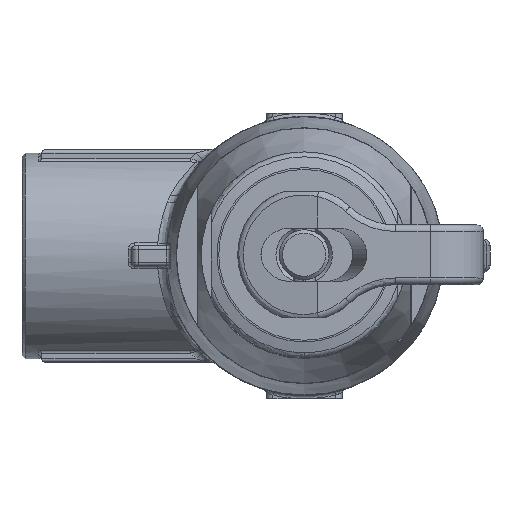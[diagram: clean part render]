
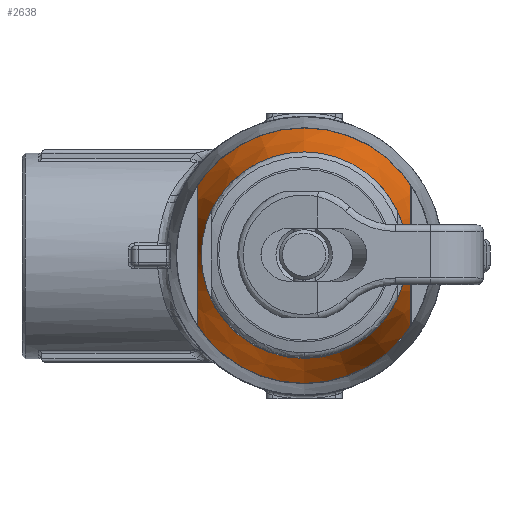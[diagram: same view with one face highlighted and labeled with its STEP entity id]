
A CAD part, top view. The second image highlights one B-rep face of the part: STEP entity #2638.
In plain terms, the highlighted conical face has half-angle 18 degrees and reference radius 19.25 mm.
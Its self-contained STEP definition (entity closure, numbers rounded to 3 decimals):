
#1933=CARTESIAN_POINT('',(0.,-15.51,43.47));
#1934=VERTEX_POINT('',#1933);
#1935=CARTESIAN_POINT('',(0.,15.51,43.47));
#1936=VERTEX_POINT('',#1935);
#1937=CARTESIAN_POINT('',(0.,0.,43.47));
#1938=DIRECTION('',(0.,-0.,-1.));
#1939=DIRECTION('',(0.,1.,-0.));
#1940=AXIS2_PLACEMENT_3D('',#1937,#1938,#1939);
#1941=CIRCLE('',#1940,15.51);
#1942=EDGE_CURVE('NONE',#1934,#1936,#1941,.T.);
#1944=CARTESIAN_POINT('',(0.,0.,43.47));
#1945=DIRECTION('',(0.,-0.,-1.));
#1946=DIRECTION('',(0.,1.,-0.));
#1947=AXIS2_PLACEMENT_3D('',#1944,#1945,#1946);
#1948=CIRCLE('',#1947,15.51);
#1949=EDGE_CURVE('NONE',#1936,#1934,#1948,.T.);
#1959=CARTESIAN_POINT('',(0.,19.24,31.989));
#1960=VERTEX_POINT('',#1959);
#1961=CARTESIAN_POINT('',(0.,-19.24,31.989));
#1962=VERTEX_POINT('',#1961);
#1963=CARTESIAN_POINT('',(0.,-0.,31.989));
#1964=DIRECTION('',(0.,0.,1.));
#1965=DIRECTION('',(0.,-1.,0.));
#1966=AXIS2_PLACEMENT_3D('',#1963,#1964,#1965);
#1967=CIRCLE('',#1966,19.24);
#1968=EDGE_CURVE('NONE',#1960,#1962,#1967,.T.);
#1970=CARTESIAN_POINT('',(0.,-0.,31.989));
#1971=DIRECTION('',(0.,0.,1.));
#1972=DIRECTION('',(0.,-1.,0.));
#1973=AXIS2_PLACEMENT_3D('',#1970,#1971,#1972);
#1974=CIRCLE('',#1973,19.24);
#1975=EDGE_CURVE('NONE',#1962,#1960,#1974,.T.);
#2472=CARTESIAN_POINT('',(0.,-0.,31.959));
#2473=DIRECTION('',(0.,-0.,-1.));
#2474=DIRECTION('',(0.,1.,-0.));
#2475=AXIS2_PLACEMENT_3D('',#2472,#2473,#2474);
#2476=CONICAL_SURFACE('',#2475,19.25,18.);
#2477=ORIENTED_EDGE('',*,*,#1968,.T.);
#2478=ORIENTED_EDGE('',*,*,#1975,.T.);
#2479=EDGE_LOOP('',(#2477,#2478));
#2480=FACE_BOUND('',#2479,.T.);
#2481=CARTESIAN_POINT('',(16.2,-10.373,32.));
#2482=VERTEX_POINT('',#2481);
#2483=CARTESIAN_POINT('',(16.2,10.373,32.));
#2484=VERTEX_POINT('',#2483);
#2485=CARTESIAN_POINT('',(0.,-0.,32.));
#2486=DIRECTION('',(-0.,0.,1.));
#2487=DIRECTION('',(0.,1.,-0.));
#2488=AXIS2_PLACEMENT_3D('',#2485,#2486,#2487);
#2489=CIRCLE('',#2488,19.237);
#2490=EDGE_CURVE('NONE',#2482,#2484,#2489,.T.);
#2491=ORIENTED_EDGE('',*,*,#2490,.F.);
#2492=CARTESIAN_POINT('',(16.123,-10.483,32.015));
#2493=VERTEX_POINT('',#2492);
#2494=CARTESIAN_POINT('',(16.2,-10.373,32.));
#2495=CARTESIAN_POINT('',(16.176,-10.411,32.));
#2496=CARTESIAN_POINT('',(16.15,-10.448,32.004));
#2497=CARTESIAN_POINT('',(16.123,-10.483,32.015));
#2498=B_SPLINE_CURVE_WITH_KNOTS('',3,(#2494,#2495,#2496,#2497),.UNSPECIFIED.,.F.,.F.,(4,4),(0.,0.),.UNSPECIFIED.);
#2499=EDGE_CURVE('NONE',#2482,#2493,#2498,.T.);
#2500=ORIENTED_EDGE('',*,*,#2499,.T.);
#2501=CARTESIAN_POINT('',(15.958,-10.661,32.138));
#2502=VERTEX_POINT('',#2501);
#2503=CARTESIAN_POINT('',(16.123,-10.483,32.015));
#2504=CARTESIAN_POINT('',(16.069,-10.554,32.038));
#2505=CARTESIAN_POINT('',(16.012,-10.613,32.083));
#2506=CARTESIAN_POINT('',(15.958,-10.661,32.138));
#2507=B_SPLINE_CURVE_WITH_KNOTS('',3,(#2503,#2504,#2505,#2506),.UNSPECIFIED.,.F.,.F.,(4,4),(-0.,0.),.UNSPECIFIED.);
#2508=EDGE_CURVE('NONE',#2493,#2502,#2507,.T.);
#2509=ORIENTED_EDGE('',*,*,#2508,.T.);
#2510=CARTESIAN_POINT('',(15.958,10.661,32.138));
#2511=VERTEX_POINT('',#2510);
#2512=CARTESIAN_POINT('',(15.958,-10.661,32.138));
#2513=CARTESIAN_POINT('',(15.961,-10.024,33.22));
#2514=CARTESIAN_POINT('',(15.964,-9.358,34.284));
#2515=CARTESIAN_POINT('',(15.967,-8.647,35.319));
#2516=CARTESIAN_POINT('',(15.969,-8.291,35.836));
#2517=CARTESIAN_POINT('',(15.97,-7.923,36.346));
#2518=CARTESIAN_POINT('',(15.972,-7.542,36.843));
#2519=CARTESIAN_POINT('',(15.974,-7.16,37.34));
#2520=CARTESIAN_POINT('',(15.975,-6.765,37.824));
#2521=CARTESIAN_POINT('',(15.977,-6.351,38.291));
#2522=CARTESIAN_POINT('',(15.978,-5.936,38.757));
#2523=CARTESIAN_POINT('',(15.98,-5.503,39.206));
#2524=CARTESIAN_POINT('',(15.981,-5.042,39.628));
#2525=CARTESIAN_POINT('',(15.982,-4.812,39.839));
#2526=CARTESIAN_POINT('',(15.983,-4.574,40.044));
#2527=CARTESIAN_POINT('',(15.984,-4.328,40.24));
#2528=CARTESIAN_POINT('',(15.984,-4.081,40.436));
#2529=CARTESIAN_POINT('',(15.985,-3.825,40.625));
#2530=CARTESIAN_POINT('',(15.986,-3.562,40.799));
#2531=CARTESIAN_POINT('',(15.987,-3.036,41.147));
#2532=CARTESIAN_POINT('',(15.988,-2.482,41.442));
#2533=CARTESIAN_POINT('',(15.989,-1.883,41.655));
#2534=CARTESIAN_POINT('',(15.989,-1.584,41.762));
#2535=CARTESIAN_POINT('',(15.99,-1.277,41.845));
#2536=CARTESIAN_POINT('',(15.99,-0.968,41.902));
#2537=CARTESIAN_POINT('',(15.99,-0.659,41.959));
#2538=CARTESIAN_POINT('',(15.99,-0.345,41.99));
#2539=CARTESIAN_POINT('',(15.99,-0.027,41.991));
#2540=CARTESIAN_POINT('',(15.99,0.291,41.993));
#2541=CARTESIAN_POINT('',(15.99,0.608,41.965));
#2542=CARTESIAN_POINT('',(15.99,0.918,41.911));
#2543=CARTESIAN_POINT('',(15.99,1.228,41.857));
#2544=CARTESIAN_POINT('',(15.989,1.533,41.777));
#2545=CARTESIAN_POINT('',(15.989,1.833,41.673));
#2546=CARTESIAN_POINT('',(15.988,2.434,41.464));
#2547=CARTESIAN_POINT('',(15.987,2.991,41.172));
#2548=CARTESIAN_POINT('',(15.986,3.517,40.828));
#2549=CARTESIAN_POINT('',(15.984,4.042,40.485));
#2550=CARTESIAN_POINT('',(15.983,4.539,40.087));
#2551=CARTESIAN_POINT('',(15.982,5.006,39.661));
#2552=CARTESIAN_POINT('',(15.98,5.474,39.236));
#2553=CARTESIAN_POINT('',(15.978,5.915,38.78));
#2554=CARTESIAN_POINT('',(15.977,6.334,38.31));
#2555=CARTESIAN_POINT('',(15.974,7.171,37.369));
#2556=CARTESIAN_POINT('',(15.97,7.926,36.366));
#2557=CARTESIAN_POINT('',(15.967,8.639,35.33));
#2558=CARTESIAN_POINT('',(15.964,9.352,34.295));
#2559=CARTESIAN_POINT('',(15.961,10.021,33.224));
#2560=CARTESIAN_POINT('',(15.958,10.661,32.138));
#2561=B_SPLINE_CURVE_WITH_KNOTS('',3,(#2512,#2513,#2514,#2515,#2516,#2517,#2518,#2519,#2520,#2521,#2522,#2523,#2524,#2525,#2526,#2527,#2528,#2529,#2530,#2531,#2532,#2533,#2534,#2535,#2536,#2537,
#2538,#2539,#2540,#2541,#2542,#2543,#2544,#2545,#2546,#2547,#2548,#2549,#2550,#2551,#2552,#2553,#2554,#2555,#2556,#2557,#2558,#2559,#2560),.UNSPECIFIED.,.F.,.F.,(4,3,3,3,3,3,3,3,3,3,3,3,3,3,3,3,4),(0.,0.004,0.006,0.008,0.01,0.011,0.011,0.013,0.014,0.015,0.016,0.017,0.019,0.021,0.023,0.027,0.03),.UNSPECIFIED.);
#2562=EDGE_CURVE('NONE',#2502,#2511,#2561,.T.);
#2563=ORIENTED_EDGE('',*,*,#2562,.T.);
#2564=CARTESIAN_POINT('',(16.123,10.483,32.015));
#2565=VERTEX_POINT('',#2564);
#2566=CARTESIAN_POINT('',(15.958,10.661,32.138));
#2567=CARTESIAN_POINT('',(16.012,10.613,32.083));
#2568=CARTESIAN_POINT('',(16.069,10.554,32.038));
#2569=CARTESIAN_POINT('',(16.123,10.483,32.015));
#2570=B_SPLINE_CURVE_WITH_KNOTS('',3,(#2566,#2567,#2568,#2569),.UNSPECIFIED.,.F.,.F.,(4,4),(0.,0.),.UNSPECIFIED.);
#2571=EDGE_CURVE('NONE',#2511,#2565,#2570,.T.);
#2572=ORIENTED_EDGE('',*,*,#2571,.T.);
#2573=CARTESIAN_POINT('',(16.123,10.483,32.015));
#2574=CARTESIAN_POINT('',(16.15,10.448,32.004));
#2575=CARTESIAN_POINT('',(16.176,10.411,32.));
#2576=CARTESIAN_POINT('',(16.2,10.373,32.));
#2577=B_SPLINE_CURVE_WITH_KNOTS('',3,(#2573,#2574,#2575,#2576),.UNSPECIFIED.,.F.,.F.,(4,4),(0.002,0.002),.UNSPECIFIED.);
#2578=EDGE_CURVE('NONE',#2565,#2484,#2577,.T.);
#2579=ORIENTED_EDGE('',*,*,#2578,.T.);
#2580=EDGE_LOOP('',(#2491,#2500,#2509,#2563,#2572,#2579));
#2581=FACE_BOUND('',#2580,.T.);
#2582=ORIENTED_EDGE('',*,*,#1949,.T.);
#2583=ORIENTED_EDGE('',*,*,#1942,.T.);
#2584=EDGE_LOOP('',(#2582,#2583));
#2585=FACE_BOUND('',#2584,.T.);
#2586=CARTESIAN_POINT('',(-16.,-10.679,32.));
#2587=VERTEX_POINT('',#2586);
#2588=CARTESIAN_POINT('',(-16.,10.679,32.));
#2589=VERTEX_POINT('',#2588);
#2590=CARTESIAN_POINT('',(-16.,-10.679,32.));
#2591=CARTESIAN_POINT('',(-16.,-10.045,33.084));
#2592=CARTESIAN_POINT('',(-16.,-9.381,34.154));
#2593=CARTESIAN_POINT('',(-16.,-8.313,35.72));
#2594=CARTESIAN_POINT('',(-16.,-7.943,36.238));
#2595=CARTESIAN_POINT('',(-16.,-7.177,37.245));
#2596=CARTESIAN_POINT('',(-16.,-6.78,37.736));
#2597=CARTESIAN_POINT('',(-16.,-5.948,38.682));
#2598=CARTESIAN_POINT('',(-16.,-5.513,39.137));
#2599=CARTESIAN_POINT('',(-16.,-4.818,39.781));
#2600=CARTESIAN_POINT('',(-16.,-4.58,39.989));
#2601=CARTESIAN_POINT('',(-16.,-4.084,40.388));
#2602=CARTESIAN_POINT('',(-16.,-3.825,40.58));
#2603=CARTESIAN_POINT('',(-16.,-3.031,41.111));
#2604=CARTESIAN_POINT('',(-16.,-2.473,41.411));
#2605=CARTESIAN_POINT('',(-16.,-1.566,41.734));
#2606=CARTESIAN_POINT('',(-16.,-1.256,41.819));
#2607=CARTESIAN_POINT('',(-16.,-0.631,41.932));
#2608=CARTESIAN_POINT('',(-16.,-0.315,41.962));
#2609=CARTESIAN_POINT('',(-16.,0.329,41.961));
#2610=CARTESIAN_POINT('',(-16.,0.648,41.93));
#2611=CARTESIAN_POINT('',(-16.,1.272,41.815));
#2612=CARTESIAN_POINT('',(-16.,1.58,41.73));
#2613=CARTESIAN_POINT('',(-16.,2.488,41.404));
#2614=CARTESIAN_POINT('',(-16.,3.047,41.101));
#2615=CARTESIAN_POINT('',(-16.,3.842,40.568));
#2616=CARTESIAN_POINT('',(-16.,4.1,40.376));
#2617=CARTESIAN_POINT('',(-16.,4.595,39.976));
#2618=CARTESIAN_POINT('',(-16.,4.833,39.768));
#2619=CARTESIAN_POINT('',(-16.,5.525,39.125));
#2620=CARTESIAN_POINT('',(-16.,5.959,38.671));
#2621=CARTESIAN_POINT('',(-16.,7.201,37.256));
#2622=CARTESIAN_POINT('',(-16.,7.955,36.245));
#2623=CARTESIAN_POINT('',(-16.,9.381,34.154));
#2624=CARTESIAN_POINT('',(-16.,10.045,33.084));
#2625=CARTESIAN_POINT('',(-16.,10.679,32.));
#2626=B_SPLINE_CURVE_WITH_KNOTS('',3,(#2590,#2591,#2592,#2593,#2594,#2595,#2596,#2597,#2598,#2599,#2600,#2601,#2602,#2603,#2604,#2605,#2606,#2607,#2608,#2609,#2610,#2611,#2612,#2613,#2614,#2615,
#2616,#2617,#2618,#2619,#2620,#2621,#2622,#2623,#2624,#2625),.UNSPECIFIED.,.F.,.F.,(4,2,2,2,2,2,2,2,2,2,2,2,2,2,2,2,2,4),(0.02,0.024,0.026,0.028,0.03,0.031,0.031,0.033,0.034,0.035,0.036,0.037,0.039,0.04,0.041,0.043,0.047,0.05),.UNSPECIFIED.);
#2627=EDGE_CURVE('NONE',#2587,#2589,#2626,.T.);
#2628=ORIENTED_EDGE('',*,*,#2627,.F.);
#2629=CARTESIAN_POINT('',(0.,-0.,32.));
#2630=DIRECTION('',(-0.,0.,1.));
#2631=DIRECTION('',(0.,1.,-0.));
#2632=AXIS2_PLACEMENT_3D('',#2629,#2630,#2631);
#2633=CIRCLE('',#2632,19.237);
#2634=EDGE_CURVE('NONE',#2589,#2587,#2633,.T.);
#2635=ORIENTED_EDGE('',*,*,#2634,.F.);
#2636=EDGE_LOOP('',(#2628,#2635));
#2637=FACE_BOUND('',#2636,.T.);
#2638=ADVANCED_FACE('NONE',(#2480,#2581,#2585,#2637),#2476,.T.);
